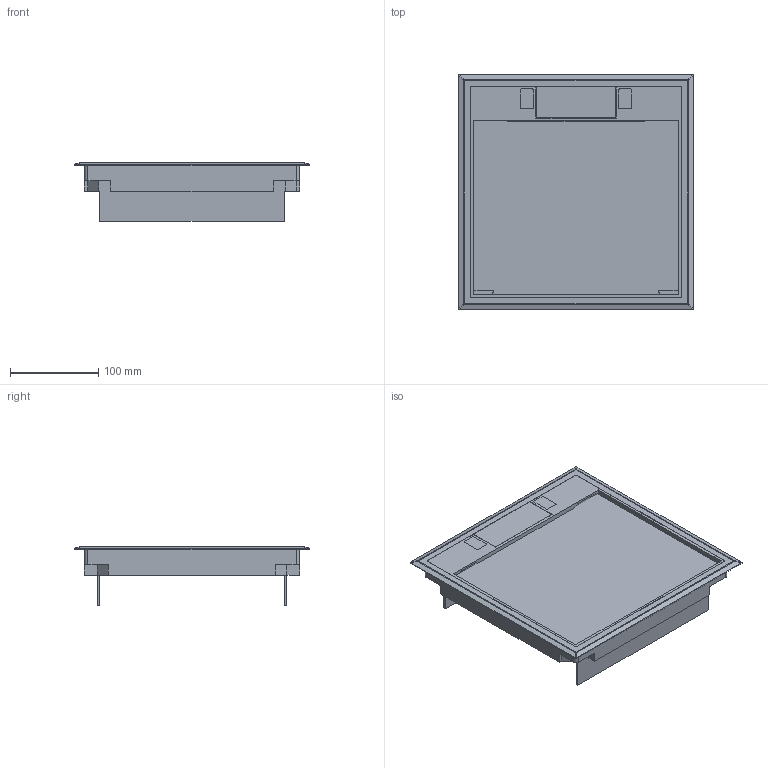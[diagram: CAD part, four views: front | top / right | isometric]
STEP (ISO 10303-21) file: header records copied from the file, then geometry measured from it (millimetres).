
FILE_DESCRIPTION (( 'STEP AP214' ), '1' );
FILE_NAME ('7405085_KSTP1.stp', '2016-07-18T13:38:36', ( '' ), ( '' ), 'SwSTEP 2.0', 'SolidWorks 2014', '' );
FILE_SCHEMA (( 'AUTOMOTIVE_DESIGN' ));
Length unit declared in the file: millimetre
Products named in the file (12): 7405085_KSTP1; 083420_Standard; 083421_Standard; 083422_Standard; 015784_Standard; 087620_Standard; P_0000001464_1_Standard; 015683_Standard; 015625_Standard; 083424_Standard; P_39410984_2_Standard; 099861_Standard
Assembly tree (17 placements, depth 3):
  7405085_KSTP1
    083420_Standard
    099861_Standard
      083421_Standard
      083422_Standard
      015784_Standard  x2
      087620_Standard
      P_0000001464_1_Standard  x2
      015683_Standard  x2
      015625_Standard  x2
      083424_Standard  x2
      P_39410984_2_Standard  x2
Bounding box: 265.58 x 265.58 x 66.5 mm (x, y, z)
Volume: 613584.5 mm3; surface area: 319206 mm2
Topology: 16 solids, 16 shells, 730 faces, 1786 edges, 1048 vertices
Faces by surface type: plane 296, cylinder 196, bspline 84, sphere 54, cone 52, torus 48
Entity records: 32306 total; most frequent: CARTESIAN_POINT 21165, ORIENTED_EDGE 2262, DIRECTION 2161, EDGE_CURVE 1131, AXIS2_PLACEMENT_3D 747, VERTEX_POINT 696, LINE 667, VECTOR 667
